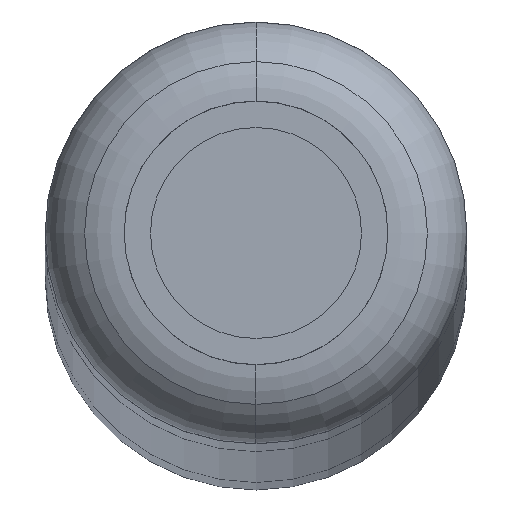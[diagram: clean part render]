
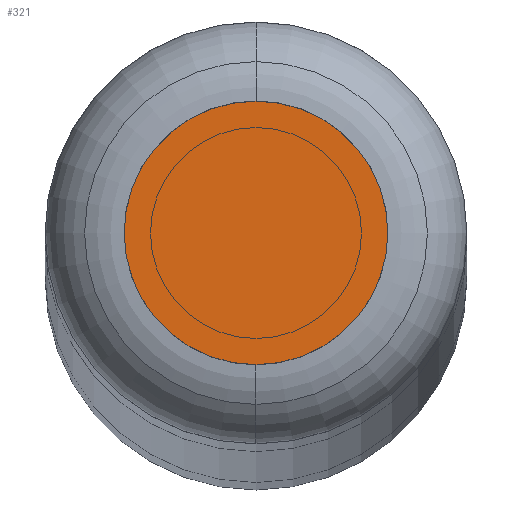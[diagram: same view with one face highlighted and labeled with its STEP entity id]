
A CAD part, top view. The second image highlights one B-rep face of the part: STEP entity #321.
In plain terms, the highlighted face is planar.
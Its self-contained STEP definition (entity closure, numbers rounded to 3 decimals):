
#158 = DIRECTION ( 'NONE',  ( 0., 0., -1. ) ) ;
#173 = VERTEX_POINT ( 'NONE', #1142 ) ;
#200 = CARTESIAN_POINT ( 'NONE',  ( 0., 4., 0. ) ) ;
#282 = CARTESIAN_POINT ( 'NONE',  ( 0., 4., -5. ) ) ;
#307 = VERTEX_POINT ( 'NONE', #282 ) ;
#321 = ADVANCED_FACE ( 'NONE', ( #1063 ), #961, .T. ) ;
#367 = DIRECTION ( 'NONE',  ( 0., -1., 0. ) ) ;
#386 = CIRCLE ( 'NONE', #471, 5. ) ;
#444 = EDGE_LOOP ( 'NONE', ( #673, #593 ) ) ;
#452 = CARTESIAN_POINT ( 'NONE',  ( 0., 4., 0. ) ) ;
#471 = AXIS2_PLACEMENT_3D ( 'NONE', #1035, #367, #158 ) ;
#593 = ORIENTED_EDGE ( 'NONE', *, *, #816, .F. ) ;
#629 = EDGE_CURVE ( 'NONE', #307, #173, #669, .T. ) ;
#669 = CIRCLE ( 'NONE', #720, 5. ) ;
#673 = ORIENTED_EDGE ( 'NONE', *, *, #629, .F. ) ;
#720 = AXIS2_PLACEMENT_3D ( 'NONE', #452, #1026, #741 ) ;
#741 = DIRECTION ( 'NONE',  ( 0., 0., -1. ) ) ;
#784 = AXIS2_PLACEMENT_3D ( 'NONE', #200, #1059, #969 ) ;
#816 = EDGE_CURVE ( 'NONE', #173, #307, #386, .T. ) ;
#961 = PLANE ( 'NONE',  #784 ) ;
#969 = DIRECTION ( 'NONE',  ( 0., 0., 1. ) ) ;
#1026 = DIRECTION ( 'NONE',  ( 0., -1., 0. ) ) ;
#1035 = CARTESIAN_POINT ( 'NONE',  ( 0., 4., 0. ) ) ;
#1059 = DIRECTION ( 'NONE',  ( 0., 1., 0. ) ) ;
#1063 = FACE_OUTER_BOUND ( 'NONE', #444, .T. ) ;
#1142 = CARTESIAN_POINT ( 'NONE',  ( 0., 4., 5. ) ) ;
